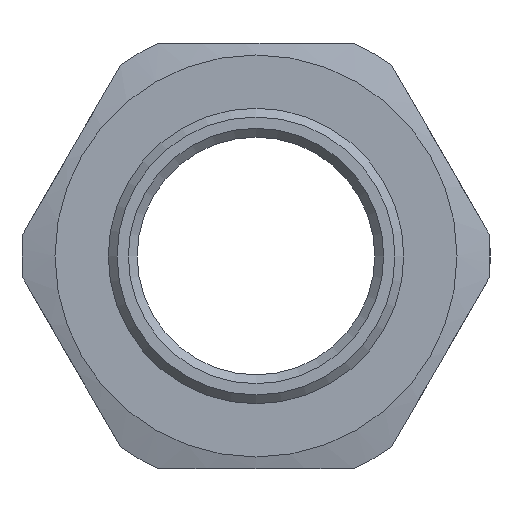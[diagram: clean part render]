
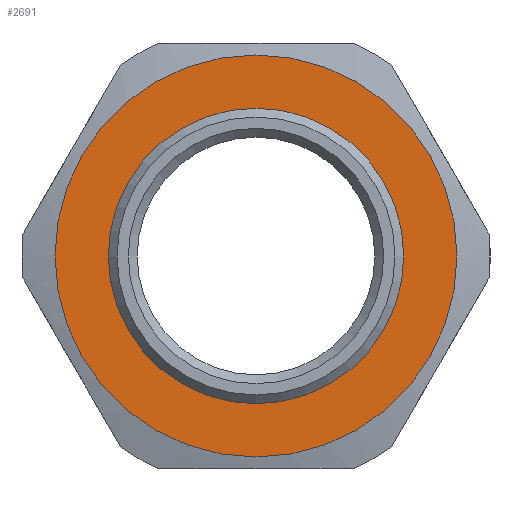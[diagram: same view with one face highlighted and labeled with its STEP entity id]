
A CAD part, left-side view. The second image highlights one B-rep face of the part: STEP entity #2691.
In plain terms, the highlighted planar face has unit normal (-1, 0, 0).
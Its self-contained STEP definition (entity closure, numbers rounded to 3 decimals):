
#123 = FACE_OUTER_BOUND ( 'NONE', #3666, .T. ) ;
#390 = EDGE_LOOP ( 'NONE', ( #4467 ) ) ;
#404 = CARTESIAN_POINT ( 'NONE',  ( 15.3, 0., 0. ) ) ;
#960 = CARTESIAN_POINT ( 'NONE',  ( 15.3, 0., -12.5 ) ) ;
#1141 = AXIS2_PLACEMENT_3D ( 'NONE', #404, #1463, #2102 ) ;
#1368 = EDGE_CURVE ( 'NONE', #3638, #3638, #3407, .T. ) ;
#1463 = DIRECTION ( 'NONE',  ( 1., 0., 0. ) ) ;
#2026 = AXIS2_PLACEMENT_3D ( 'NONE', #5841, #2503, #6337 ) ;
#2085 = DIRECTION ( 'NONE',  ( 1., 0., 0. ) ) ;
#2102 = DIRECTION ( 'NONE',  ( 0., 0., -1. ) ) ;
#2503 = DIRECTION ( 'NONE',  ( 1., 0., 0. ) ) ;
#2691 = ADVANCED_FACE ( 'NONE', ( #123, #6238 ), #3248, .F. ) ;
#3248 = PLANE ( 'NONE',  #4706 ) ;
#3407 = CIRCLE ( 'NONE', #1141, 17. ) ;
#3638 = VERTEX_POINT ( 'NONE', #6527 ) ;
#3666 = EDGE_LOOP ( 'NONE', ( #4562 ) ) ;
#3866 = CARTESIAN_POINT ( 'NONE',  ( 15.3, 12.5, 0. ) ) ;
#4378 = VERTEX_POINT ( 'NONE', #960 ) ;
#4467 = ORIENTED_EDGE ( 'NONE', *, *, #5307, .T. ) ;
#4562 = ORIENTED_EDGE ( 'NONE', *, *, #1368, .F. ) ;
#4706 = AXIS2_PLACEMENT_3D ( 'NONE', #3866, #2085, #5985 ) ;
#5296 = CIRCLE ( 'NONE', #2026, 12.5 ) ;
#5307 = EDGE_CURVE ( 'NONE', #4378, #4378, #5296, .T. ) ;
#5841 = CARTESIAN_POINT ( 'NONE',  ( 15.3, 0., 0. ) ) ;
#5985 = DIRECTION ( 'NONE',  ( 0., 0., -1. ) ) ;
#6238 = FACE_BOUND ( 'NONE', #390, .T. ) ;
#6337 = DIRECTION ( 'NONE',  ( 0., 0., -1. ) ) ;
#6527 = CARTESIAN_POINT ( 'NONE',  ( 15.3, 0., -17. ) ) ;
